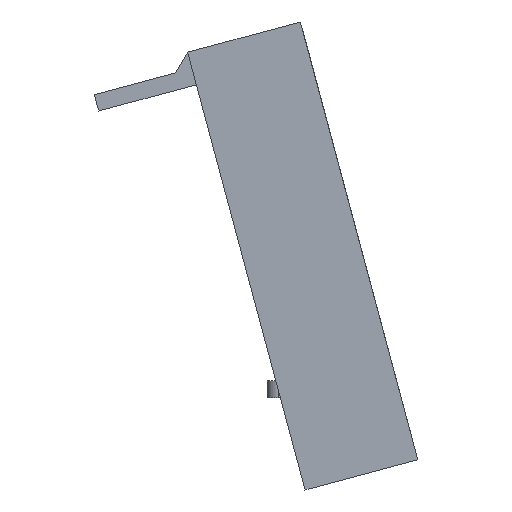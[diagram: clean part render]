
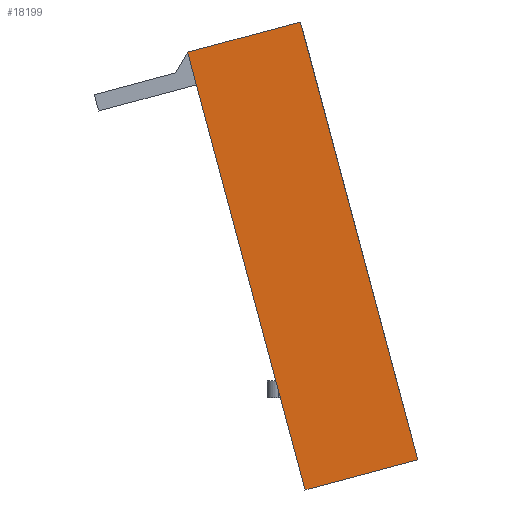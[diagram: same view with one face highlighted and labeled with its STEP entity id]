
A CAD part, front view. The second image highlights one B-rep face of the part: STEP entity #18199.
In plain terms, the highlighted planar face has unit normal (0, -1, 0).
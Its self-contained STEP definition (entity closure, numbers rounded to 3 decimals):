
#1489=ORIENTED_EDGE('',*,*,#6770,.T.);
#1490=ORIENTED_EDGE('',*,*,#6573,.T.);
#1491=ORIENTED_EDGE('',*,*,#6771,.T.);
#1492=ORIENTED_EDGE('',*,*,#5730,.F.);
#5730=EDGE_CURVE('',#8386,#8384,#10169,.T.);
#6573=EDGE_CURVE('',#9214,#9218,#10877,.T.);
#6770=EDGE_CURVE('',#8386,#9214,#11044,.T.);
#6771=EDGE_CURVE('',#9218,#8384,#11045,.T.);
#8384=VERTEX_POINT('',#24873);
#8386=VERTEX_POINT('',#24877);
#9214=VERTEX_POINT('',#27194);
#9218=VERTEX_POINT('',#27202);
#10169=LINE('',#24878,#12568);
#10877=LINE('',#27203,#13276);
#11044=LINE('',#27652,#13443);
#11045=LINE('',#27653,#13444);
#12568=VECTOR('',#20291,1000.);
#13276=VECTOR('',#21243,1000.);
#13443=VECTOR('',#21482,1000.);
#13444=VECTOR('',#21483,1000.);
#15096=EDGE_LOOP('',(#1489,#1490,#1491,#1492));
#16259=FACE_BOUND('',#15096,.T.);
#17315=PLANE('',#19345);
#18199=ADVANCED_FACE('',(#16259),#17315,.T.);
#19345=AXIS2_PLACEMENT_3D('',#27651,#21480,#21481);
#20291=DIRECTION('',(-0.259,0.,0.966));
#21243=DIRECTION('',(-0.259,0.,0.966));
#21480=DIRECTION('',(0.,-1.,0.));
#21481=DIRECTION('',(0.259,0.,-0.966));
#21482=DIRECTION('',(0.966,0.,0.259));
#21483=DIRECTION('',(-0.966,0.,-0.259));
#24873=CARTESIAN_POINT('',(-18.538,-27.185,28.955));
#24877=CARTESIAN_POINT('',(-7.5,-27.185,-12.241));
#24878=CARTESIAN_POINT('',(-7.5,-27.185,-12.241));
#27194=CARTESIAN_POINT('',(3.11,-27.185,-9.398));
#27202=CARTESIAN_POINT('',(-7.928,-27.185,31.797));
#27203=CARTESIAN_POINT('',(3.11,-27.185,-9.398));
#27651=CARTESIAN_POINT('',(-20.293,-27.185,58.253));
#27652=CARTESIAN_POINT('',(-7.5,-27.185,-12.241));
#27653=CARTESIAN_POINT('',(-9.462,-27.185,31.387));
